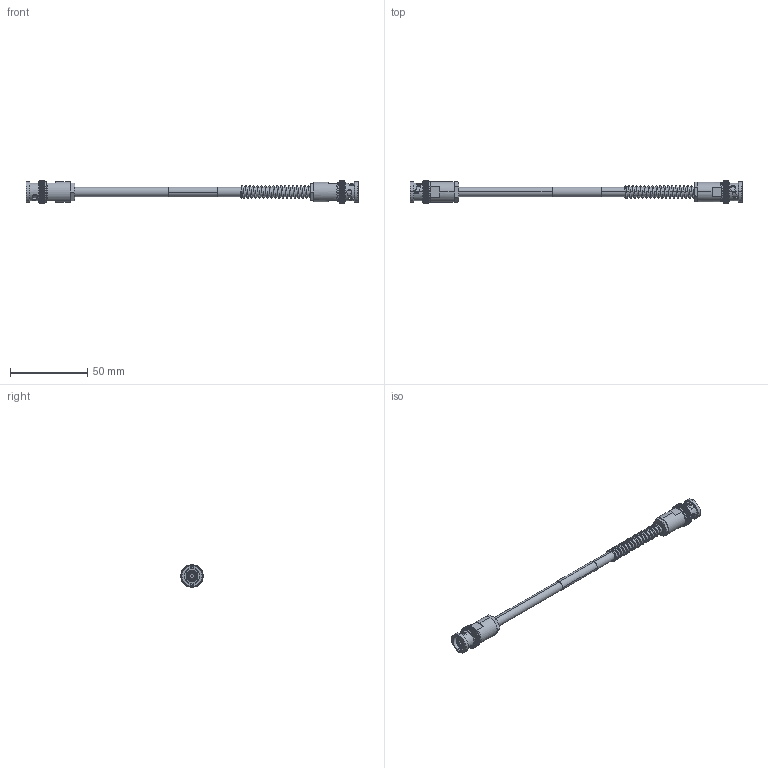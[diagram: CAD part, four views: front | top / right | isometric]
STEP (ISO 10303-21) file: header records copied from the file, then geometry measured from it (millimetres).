
FILE_DESCRIPTION (( 'STEP AP214' ), '1' );
FILE_NAME ('FM3MSA00571_3D.step', '2023-08-21T22:25:43', ( '' ), ( '' ), 'SwSTEP 2.0', 'SolidWorks 2022', '' );
FILE_SCHEMA (( 'AUTOMOTIVE_DESIGN' ));
Length unit declared in the file: inch
Products named in the file (11): Copy of 10-06030-XXX-MA3^Copy of 10-06030-XXX_FM3MSA00571; FM3MSA00571_3D; Copy of 10-08030-XXX-MA2^Copy of 10-08030-XXX_FM3MSA00571; Copy of 10-08030-XXX-MA3^Copy of 10-08030-XXX_FM3MSA00571; Copy of 10-08030-XXX-MA1^Copy of 10-08030-XXX_FM3MSA00571; Copy of 10-06030-XXX^FM3MSA00571_With Large Strain Relief; Copy of 10-06030-XXX-MA1^Copy of 10-06030-XXX_FM3MSA00571; Copy of 10-06030-XXX-MA2^Copy of 10-06030-XXX_FM3MSA00571_With Large Strain Relief; Copy of 10-08030-XXX^FM3MSA00571; Copy of 30-02001^FM3MSA00571_6"; Copy of 1AW01-003^FM3MSA00571_.25" x .75" long
Assembly tree (10 placements, depth 3):
  FM3MSA00571_3D
    Copy of 30-02001^FM3MSA00571_6"
    Copy of 10-08030-XXX^FM3MSA00571
      Copy of 10-08030-XXX-MA1^Copy of 10-08030-XXX_FM3MSA00571
      Copy of 10-08030-XXX-MA2^Copy of 10-08030-XXX_FM3MSA00571
      Copy of 10-08030-XXX-MA3^Copy of 10-08030-XXX_FM3MSA00571
    Copy of 1AW01-003^FM3MSA00571_.25" x .75" long
    Copy of 10-06030-XXX^FM3MSA00571_With Large Strain Relief
      Copy of 10-06030-XXX-MA1^Copy of 10-06030-XXX_FM3MSA00571
      Copy of 10-06030-XXX-MA2^Copy of 10-06030-XXX_FM3MSA00571_With Large Strain Relief
      Copy of 10-06030-XXX-MA3^Copy of 10-06030-XXX_FM3MSA00571
Bounding box: 214.6 x 14.49 x 14.49 mm (x, y, z)
Volume: 12432.2 mm3; surface area: 11691.1 mm2
Topology: 8 solids, 8 shells, 1386 faces, 3966 edges, 2612 vertices
Faces by surface type: cylinder 749, torus 390, plane 156, cone 64, bspline 27
Entity records: 58172 total; most frequent: CARTESIAN_POINT 21690, ORIENTED_EDGE 7924, DIRECTION 7460, EDGE_CURVE 3962, AXIS2_PLACEMENT_3D 3207, VERTEX_POINT 2612, CIRCLE 1833, EDGE_LOOP 1428
